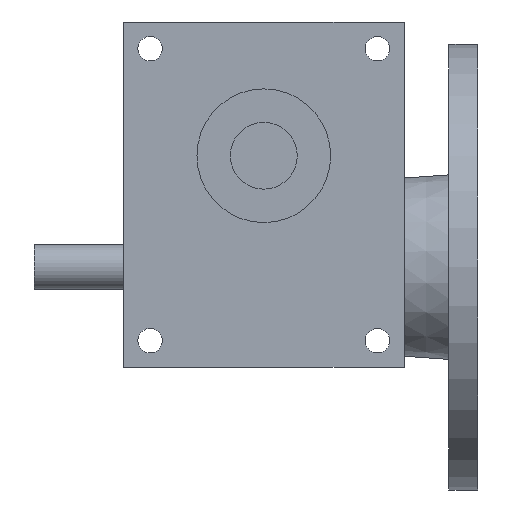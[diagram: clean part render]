
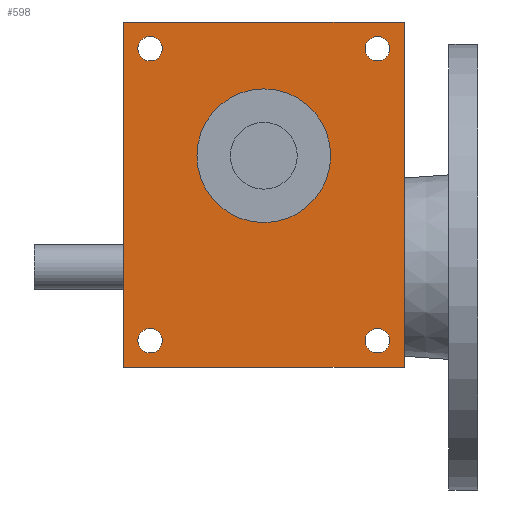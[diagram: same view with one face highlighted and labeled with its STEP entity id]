
A CAD part, front view. The second image highlights one B-rep face of the part: STEP entity #598.
In plain terms, the highlighted planar face has unit normal (0, -1, 0).
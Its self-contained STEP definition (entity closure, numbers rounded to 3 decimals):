
#598 = ADVANCED_FACE( '', ( #1218, #1219, #1220, #1221, #1222, #1223 ), #1224, .F. );
#1218 = FACE_BOUND( '', #1813, .T. );
#1219 = FACE_BOUND( '', #1814, .T. );
#1220 = FACE_BOUND( '', #1815, .T. );
#1221 = FACE_BOUND( '', #1816, .T. );
#1222 = FACE_BOUND( '', #1817, .T. );
#1223 = FACE_OUTER_BOUND( '', #1818, .T. );
#1224 = PLANE( '', #1819 );
#1813 = EDGE_LOOP( '', ( #3196 ) );
#1814 = EDGE_LOOP( '', ( #3197 ) );
#1815 = EDGE_LOOP( '', ( #3198 ) );
#1816 = EDGE_LOOP( '', ( #3199 ) );
#1817 = EDGE_LOOP( '', ( #3200 ) );
#1818 = EDGE_LOOP( '', ( #3201, #3202, #3203, #3204 ) );
#1819 = AXIS2_PLACEMENT_3D( '', #3205, #3206, #3207 );
#3196 = ORIENTED_EDGE( '', *, *, #3392, .T. );
#3197 = ORIENTED_EDGE( '', *, *, #3737, .T. );
#3198 = ORIENTED_EDGE( '', *, *, #3680, .T. );
#3199 = ORIENTED_EDGE( '', *, *, #3744, .T. );
#3200 = ORIENTED_EDGE( '', *, *, #3229, .T. );
#3201 = ORIENTED_EDGE( '', *, *, #3533, .T. );
#3202 = ORIENTED_EDGE( '', *, *, #3525, .F. );
#3203 = ORIENTED_EDGE( '', *, *, #3253, .F. );
#3204 = ORIENTED_EDGE( '', *, *, #3311, .T. );
#3205 = CARTESIAN_POINT( '', ( -63., -45., 77.5 ) );
#3206 = DIRECTION( '', ( 0., 1., 0. ) );
#3207 = DIRECTION( '', ( 0., 0., 1. ) );
#3229 = EDGE_CURVE( '', #3770, #3770, #3771, .T. );
#3253 = EDGE_CURVE( '', #3811, #3813, #3814, .T. );
#3311 = EDGE_CURVE( '', #3811, #3918, #3920, .T. );
#3392 = EDGE_CURVE( '', #4050, #4050, #4051, .T. );
#3525 = EDGE_CURVE( '', #3813, #4246, #4250, .T. );
#3533 = EDGE_CURVE( '', #3918, #4246, #4259, .T. );
#3680 = EDGE_CURVE( '', #4457, #4457, #4458, .T. );
#3737 = EDGE_CURVE( '', #4524, #4524, #4525, .T. );
#3744 = EDGE_CURVE( '', #4531, #4531, #4532, .T. );
#3770 = VERTEX_POINT( '', #4564 );
#3771 = CIRCLE( '', #4565, 30. );
#3811 = VERTEX_POINT( '', #4677 );
#3813 = VERTEX_POINT( '', #4680 );
#3814 = LINE( '', #4681, #4682 );
#3918 = VERTEX_POINT( '', #4817 );
#3920 = LINE( '', #4820, #4821 );
#4050 = VERTEX_POINT( '', #4995 );
#4051 = CIRCLE( '', #4996, 5.5 );
#4246 = VERTEX_POINT( '', #5262 );
#4250 = LINE( '', #5268, #5269 );
#4259 = LINE( '', #5279, #5280 );
#4457 = VERTEX_POINT( '', #5535 );
#4458 = CIRCLE( '', #5536, 5.5 );
#4524 = VERTEX_POINT( '', #5614 );
#4525 = CIRCLE( '', #5615, 5.5 );
#4531 = VERTEX_POINT( '', #5621 );
#4532 = CIRCLE( '', #5622, 5.5 );
#4564 = CARTESIAN_POINT( '', ( 30., -45., 17.5 ) );
#4565 = AXIS2_PLACEMENT_3D( '', #5642, #5643, #5644 );
#4677 = CARTESIAN_POINT( '', ( -63., -45., 77.5 ) );
#4680 = CARTESIAN_POINT( '', ( 63., -45., 77.5 ) );
#4681 = CARTESIAN_POINT( '', ( -63., -45., 77.5 ) );
#4682 = VECTOR( '', #5668, 1000. );
#4817 = CARTESIAN_POINT( '', ( -63., -45., -77.5 ) );
#4820 = CARTESIAN_POINT( '', ( -63., -45., 77.5 ) );
#4821 = VECTOR( '', #5755, 1000. );
#4995 = CARTESIAN_POINT( '', ( 56.5, -45., 65.5 ) );
#4996 = AXIS2_PLACEMENT_3D( '', #5848, #5849, #5850 );
#5262 = CARTESIAN_POINT( '', ( 63., -45., -77.5 ) );
#5268 = CARTESIAN_POINT( '', ( 63., -45., 77.5 ) );
#5269 = VECTOR( '', #5984, 1000. );
#5279 = CARTESIAN_POINT( '', ( -63., -45., -77.5 ) );
#5280 = VECTOR( '', #5995, 1000. );
#5535 = CARTESIAN_POINT( '', ( -45.5, -45., -65.5 ) );
#5536 = AXIS2_PLACEMENT_3D( '', #6179, #6180, #6181 );
#5614 = CARTESIAN_POINT( '', ( -45.5, -45., 65.5 ) );
#5615 = AXIS2_PLACEMENT_3D( '', #6218, #6219, #6220 );
#5621 = CARTESIAN_POINT( '', ( 56.5, -45., -65.5 ) );
#5622 = AXIS2_PLACEMENT_3D( '', #6221, #6222, #6223 );
#5642 = CARTESIAN_POINT( '', ( 0., -45., 17.5 ) );
#5643 = DIRECTION( '', ( 0., 1., 0. ) );
#5644 = DIRECTION( '', ( 1., 0., 0. ) );
#5668 = DIRECTION( '', ( 1., 0., 0. ) );
#5755 = DIRECTION( '', ( 0., 0., -1. ) );
#5848 = CARTESIAN_POINT( '', ( 51., -45., 65.5 ) );
#5849 = DIRECTION( '', ( 0., 1., 0. ) );
#5850 = DIRECTION( '', ( 1., 0., 0. ) );
#5984 = DIRECTION( '', ( 0., 0., -1. ) );
#5995 = DIRECTION( '', ( 1., 0., 0. ) );
#6179 = CARTESIAN_POINT( '', ( -51., -45., -65.5 ) );
#6180 = DIRECTION( '', ( 0., 1., 0. ) );
#6181 = DIRECTION( '', ( 1., 0., 0. ) );
#6218 = CARTESIAN_POINT( '', ( -51., -45., 65.5 ) );
#6219 = DIRECTION( '', ( 0., 1., 0. ) );
#6220 = DIRECTION( '', ( 1., 0., 0. ) );
#6221 = CARTESIAN_POINT( '', ( 51., -45., -65.5 ) );
#6222 = DIRECTION( '', ( 0., 1., 0. ) );
#6223 = DIRECTION( '', ( 1., 0., 0. ) );
